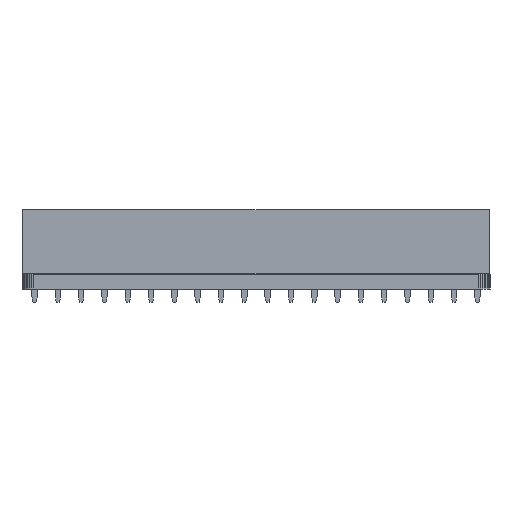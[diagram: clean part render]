
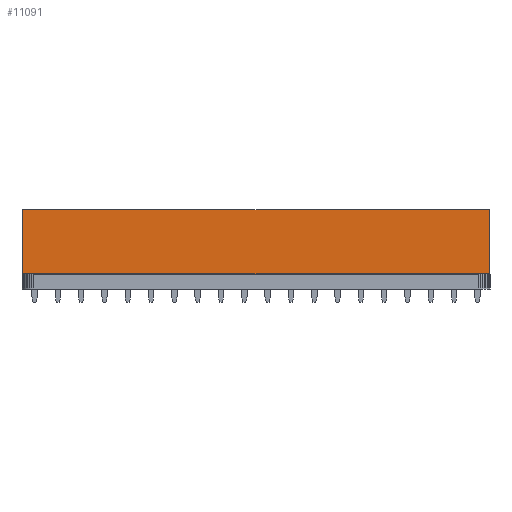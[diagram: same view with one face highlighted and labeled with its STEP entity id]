
A CAD part, left-side view. The second image highlights one B-rep face of the part: STEP entity #11091.
In plain terms, the highlighted planar face has unit normal (-1, 0, 0).
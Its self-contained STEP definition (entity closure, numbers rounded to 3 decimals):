
#4085 = PLANE('',#4086);
#4086 = AXIS2_PLACEMENT_3D('',#4087,#4088,#4089);
#4087 = CARTESIAN_POINT('',(-1.27,-49.53,0.));
#4088 = DIRECTION('',(0.,1.,0.));
#4089 = DIRECTION('',(1.,0.,0.));
#4113 = PLANE('',#4114);
#4114 = AXIS2_PLACEMENT_3D('',#4115,#4116,#4117);
#4115 = CARTESIAN_POINT('',(1.27,-49.53,7.));
#4116 = DIRECTION('',(-0.,0.,-1.));
#4117 = DIRECTION('',(0.,-1.,-0.));
#4141 = PLANE('',#4142);
#4142 = AXIS2_PLACEMENT_3D('',#4143,#4144,#4145);
#4143 = CARTESIAN_POINT('',(1.27,1.27,0.));
#4144 = DIRECTION('',(0.,-1.,0.));
#4145 = DIRECTION('',(-1.,0.,0.));
#4183 = VERTEX_POINT('',#4184);
#4184 = CARTESIAN_POINT('',(-1.27,-49.53,0.));
#4200 = PLANE('',#4201);
#4201 = AXIS2_PLACEMENT_3D('',#4202,#4203,#4204);
#4202 = CARTESIAN_POINT('',(1.27,-49.53,0.));
#4203 = DIRECTION('',(-0.,0.,-1.));
#4204 = DIRECTION('',(0.,-1.,-0.));
#4212 = EDGE_CURVE('',#4183,#4213,#4215,.T.);
#4213 = VERTEX_POINT('',#4214);
#4214 = CARTESIAN_POINT('',(-1.27,-49.53,7.));
#4215 = SURFACE_CURVE('',#4216,(#4220,#4227),.PCURVE_S1.);
#4216 = LINE('',#4217,#4218);
#4217 = CARTESIAN_POINT('',(-1.27,-49.53,0.));
#4218 = VECTOR('',#4219,1.);
#4219 = DIRECTION('',(0.,0.,1.));
#4220 = PCURVE('',#4085,#4221);
#4221 = DEFINITIONAL_REPRESENTATION('',(#4222),#4226);
#4222 = LINE('',#4223,#4224);
#4223 = CARTESIAN_POINT('',(0.,0.));
#4224 = VECTOR('',#4225,1.);
#4225 = DIRECTION('',(0.,-1.));
#4226 = ( GEOMETRIC_REPRESENTATION_CONTEXT(2) 
PARAMETRIC_REPRESENTATION_CONTEXT() REPRESENTATION_CONTEXT('2D SPACE',''
  ) );
#4227 = PCURVE('',#4228,#4233);
#4228 = PLANE('',#4229);
#4229 = AXIS2_PLACEMENT_3D('',#4230,#4231,#4232);
#4230 = CARTESIAN_POINT('',(-1.27,1.27,0.));
#4231 = DIRECTION('',(1.,0.,0.));
#4232 = DIRECTION('',(0.,-1.,0.));
#4233 = DEFINITIONAL_REPRESENTATION('',(#4234),#4238);
#4234 = LINE('',#4235,#4236);
#4235 = CARTESIAN_POINT('',(50.8,0.));
#4236 = VECTOR('',#4237,1.);
#4237 = DIRECTION('',(0.,-1.));
#4238 = ( GEOMETRIC_REPRESENTATION_CONTEXT(2) 
PARAMETRIC_REPRESENTATION_CONTEXT() REPRESENTATION_CONTEXT('2D SPACE',''
  ) );
#4395 = VERTEX_POINT('',#4396);
#4396 = CARTESIAN_POINT('',(-1.27,1.27,7.));
#4417 = EDGE_CURVE('',#4418,#4395,#4420,.T.);
#4418 = VERTEX_POINT('',#4419);
#4419 = CARTESIAN_POINT('',(-1.27,1.27,0.));
#4420 = SURFACE_CURVE('',#4421,(#4425,#4432),.PCURVE_S1.);
#4421 = LINE('',#4422,#4423);
#4422 = CARTESIAN_POINT('',(-1.27,1.27,0.));
#4423 = VECTOR('',#4424,1.);
#4424 = DIRECTION('',(0.,0.,1.));
#4425 = PCURVE('',#4141,#4426);
#4426 = DEFINITIONAL_REPRESENTATION('',(#4427),#4431);
#4427 = LINE('',#4428,#4429);
#4428 = CARTESIAN_POINT('',(2.54,0.));
#4429 = VECTOR('',#4430,1.);
#4430 = DIRECTION('',(0.,-1.));
#4431 = ( GEOMETRIC_REPRESENTATION_CONTEXT(2) 
PARAMETRIC_REPRESENTATION_CONTEXT() REPRESENTATION_CONTEXT('2D SPACE',''
  ) );
#4432 = PCURVE('',#4228,#4433);
#4433 = DEFINITIONAL_REPRESENTATION('',(#4434),#4438);
#4434 = LINE('',#4435,#4436);
#4435 = CARTESIAN_POINT('',(0.,0.));
#4436 = VECTOR('',#4437,1.);
#4437 = DIRECTION('',(0.,-1.));
#4438 = ( GEOMETRIC_REPRESENTATION_CONTEXT(2) 
PARAMETRIC_REPRESENTATION_CONTEXT() REPRESENTATION_CONTEXT('2D SPACE',''
  ) );
#4562 = EDGE_CURVE('',#4395,#4213,#4563,.T.);
#4563 = SURFACE_CURVE('',#4564,(#4568,#4575),.PCURVE_S1.);
#4564 = LINE('',#4565,#4566);
#4565 = CARTESIAN_POINT('',(-1.27,1.27,7.));
#4566 = VECTOR('',#4567,1.);
#4567 = DIRECTION('',(0.,-1.,0.));
#4568 = PCURVE('',#4113,#4569);
#4569 = DEFINITIONAL_REPRESENTATION('',(#4570),#4574);
#4570 = LINE('',#4571,#4572);
#4571 = CARTESIAN_POINT('',(-50.8,2.54));
#4572 = VECTOR('',#4573,1.);
#4573 = DIRECTION('',(1.,0.));
#4574 = ( GEOMETRIC_REPRESENTATION_CONTEXT(2) 
PARAMETRIC_REPRESENTATION_CONTEXT() REPRESENTATION_CONTEXT('2D SPACE',''
  ) );
#4575 = PCURVE('',#4228,#4576);
#4576 = DEFINITIONAL_REPRESENTATION('',(#4577),#4581);
#4577 = LINE('',#4578,#4579);
#4578 = CARTESIAN_POINT('',(0.,-7.));
#4579 = VECTOR('',#4580,1.);
#4580 = DIRECTION('',(1.,0.));
#4581 = ( GEOMETRIC_REPRESENTATION_CONTEXT(2) 
PARAMETRIC_REPRESENTATION_CONTEXT() REPRESENTATION_CONTEXT('2D SPACE',''
  ) );
#6889 = EDGE_CURVE('',#4418,#4183,#6890,.T.);
#6890 = SURFACE_CURVE('',#6891,(#6895,#6902),.PCURVE_S1.);
#6891 = LINE('',#6892,#6893);
#6892 = CARTESIAN_POINT('',(-1.27,1.27,0.));
#6893 = VECTOR('',#6894,1.);
#6894 = DIRECTION('',(0.,-1.,0.));
#6895 = PCURVE('',#4200,#6896);
#6896 = DEFINITIONAL_REPRESENTATION('',(#6897),#6901);
#6897 = LINE('',#6898,#6899);
#6898 = CARTESIAN_POINT('',(-50.8,2.54));
#6899 = VECTOR('',#6900,1.);
#6900 = DIRECTION('',(1.,0.));
#6901 = ( GEOMETRIC_REPRESENTATION_CONTEXT(2) 
PARAMETRIC_REPRESENTATION_CONTEXT() REPRESENTATION_CONTEXT('2D SPACE',''
  ) );
#6902 = PCURVE('',#4228,#6903);
#6903 = DEFINITIONAL_REPRESENTATION('',(#6904),#6908);
#6904 = LINE('',#6905,#6906);
#6905 = CARTESIAN_POINT('',(0.,0.));
#6906 = VECTOR('',#6907,1.);
#6907 = DIRECTION('',(1.,0.));
#6908 = ( GEOMETRIC_REPRESENTATION_CONTEXT(2) 
PARAMETRIC_REPRESENTATION_CONTEXT() REPRESENTATION_CONTEXT('2D SPACE',''
  ) );
#11091 = ADVANCED_FACE('',(#11092),#4228,.F.);
#11092 = FACE_BOUND('',#11093,.F.);
#11093 = EDGE_LOOP('',(#11094,#11095,#11096,#11097));
#11094 = ORIENTED_EDGE('',*,*,#4417,.T.);
#11095 = ORIENTED_EDGE('',*,*,#4562,.T.);
#11096 = ORIENTED_EDGE('',*,*,#4212,.F.);
#11097 = ORIENTED_EDGE('',*,*,#6889,.F.);
